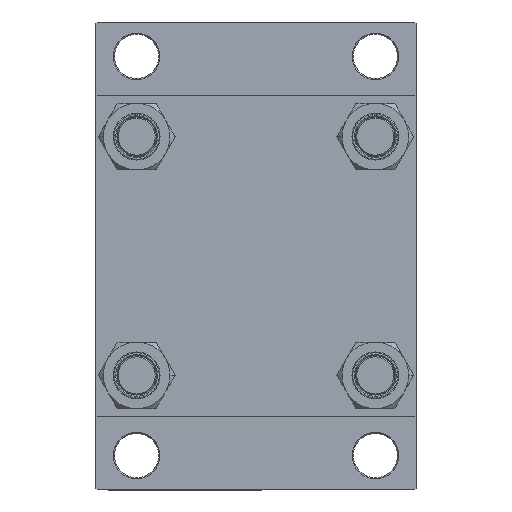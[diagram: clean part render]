
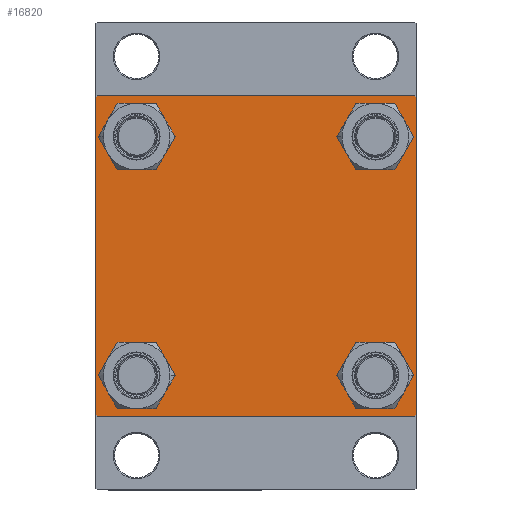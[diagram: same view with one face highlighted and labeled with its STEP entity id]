
A CAD part, left-side view. The second image highlights one B-rep face of the part: STEP entity #16820.
In plain terms, the highlighted planar face has unit normal (-1, 0, 0).
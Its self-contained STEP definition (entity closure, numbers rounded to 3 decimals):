
#66 = ORIENTED_EDGE ( 'NONE', *, *, #12205, .T. ) ;
#324 = EDGE_LOOP ( 'NONE', ( #11064, #66 ) ) ;
#2290 = ORIENTED_EDGE ( 'NONE', *, *, #18803, .T. ) ;
#2611 = CARTESIAN_POINT ( 'NONE',  ( 0., -65., -64.5 ) ) ;
#2697 = EDGE_CURVE ( 'NONE', #32559, #11437, #20369, .T. ) ;
#4080 = DIRECTION ( 'NONE',  ( 0., 0.707, -0.707 ) ) ;
#4227 = EDGE_CURVE ( 'NONE', #43516, #25126, #36606, .T. ) ;
#5302 = VERTEX_POINT ( 'NONE', #2611 ) ;
#5392 = VERTEX_POINT ( 'NONE', #33276 ) ;
#5777 = LINE ( 'NONE', #35235, #7407 ) ;
#6271 = VERTEX_POINT ( 'NONE', #39328 ) ;
#6437 = VERTEX_POINT ( 'NONE', #41726 ) ;
#6883 = DIRECTION ( 'NONE',  ( 0., 0., 1. ) ) ;
#6989 = AXIS2_PLACEMENT_3D ( 'NONE', #42626, #25213, #42851 ) ;
#7407 = VECTOR ( 'NONE', #16192, 1000. ) ;
#7700 = LINE ( 'NONE', #14224, #11821 ) ;
#8031 = CARTESIAN_POINT ( 'NONE',  ( 0., -48.45, -56.95 ) ) ;
#8162 = VERTEX_POINT ( 'NONE', #12662 ) ;
#8587 = ORIENTED_EDGE ( 'NONE', *, *, #14810, .T. ) ;
#9063 = VECTOR ( 'NONE', #14740, 1000. ) ;
#9600 = CARTESIAN_POINT ( 'NONE',  ( 0., 64.75, -64.75 ) ) ;
#10620 = DIRECTION ( 'NONE',  ( 0., 0., 1. ) ) ;
#11064 = ORIENTED_EDGE ( 'NONE', *, *, #29482, .T. ) ;
#11238 = VERTEX_POINT ( 'NONE', #47448 ) ;
#11437 = VERTEX_POINT ( 'NONE', #42592 ) ;
#11623 = CARTESIAN_POINT ( 'NONE',  ( 0., 48.45, -48.45 ) ) ;
#11639 = CARTESIAN_POINT ( 'NONE',  ( 0., -65., 64.5 ) ) ;
#11731 = FACE_BOUND ( 'NONE', #37772, .T. ) ;
#11821 = VECTOR ( 'NONE', #4080, 1000. ) ;
#12031 = EDGE_CURVE ( 'NONE', #43075, #5302, #5777, .T. ) ;
#12205 = EDGE_CURVE ( 'NONE', #8162, #5392, #30612, .T. ) ;
#12517 = LINE ( 'NONE', #31342, #25628 ) ;
#12662 = CARTESIAN_POINT ( 'NONE',  ( 0., 48.45, 39.95 ) ) ;
#13153 = CIRCLE ( 'NONE', #6989, 8.5 ) ;
#13701 = DIRECTION ( 'NONE',  ( 0., -0.707, -0.707 ) ) ;
#14178 = DIRECTION ( 'NONE',  ( 0., 0., 1. ) ) ;
#14224 = CARTESIAN_POINT ( 'NONE',  ( 0., 64.75, 64.75 ) ) ;
#14365 = CARTESIAN_POINT ( 'NONE',  ( 0., -48.45, -48.45 ) ) ;
#14438 = DIRECTION ( 'NONE',  ( 1., 0., 0. ) ) ;
#14448 = VERTEX_POINT ( 'NONE', #8031 ) ;
#14635 = DIRECTION ( 'NONE',  ( -1., 0., 0. ) ) ;
#14740 = DIRECTION ( 'NONE',  ( 0., 0., -1. ) ) ;
#14766 = ORIENTED_EDGE ( 'NONE', *, *, #28380, .F. ) ;
#14810 = EDGE_CURVE ( 'NONE', #6271, #6437, #36957, .T. ) ;
#15165 = DIRECTION ( 'NONE',  ( 1., 0., 0. ) ) ;
#16164 = AXIS2_PLACEMENT_3D ( 'NONE', #14365, #29351, #6883 ) ;
#16192 = DIRECTION ( 'NONE',  ( 0., 0., -1. ) ) ;
#16263 = ORIENTED_EDGE ( 'NONE', *, *, #47173, .T. ) ;
#16464 = ORIENTED_EDGE ( 'NONE', *, *, #12031, .F. ) ;
#16820 = ADVANCED_FACE ( 'NONE', ( #22828, #18255, #11731, #26463, #44336 ), #41197, .T. ) ;
#16837 = DIRECTION ( 'NONE',  ( 0., -0.707, 0.707 ) ) ;
#17048 = CIRCLE ( 'NONE', #20899, 8.5 ) ;
#17079 = CARTESIAN_POINT ( 'NONE',  ( 0., 48.45, -56.95 ) ) ;
#18255 = FACE_BOUND ( 'NONE', #26767, .T. ) ;
#18593 = CARTESIAN_POINT ( 'NONE',  ( 0., -48.45, -39.95 ) ) ;
#18803 = EDGE_CURVE ( 'NONE', #35951, #14448, #44668, .T. ) ;
#19350 = DIRECTION ( 'NONE',  ( 0., 0., 1. ) ) ;
#20369 = CIRCLE ( 'NONE', #36578, 8.5 ) ;
#20899 = AXIS2_PLACEMENT_3D ( 'NONE', #36160, #46777, #14178 ) ;
#21066 = ORIENTED_EDGE ( 'NONE', *, *, #2697, .T. ) ;
#21205 = CARTESIAN_POINT ( 'NONE',  ( 0., 48.45, -48.45 ) ) ;
#21994 = VERTEX_POINT ( 'NONE', #29148 ) ;
#22232 = EDGE_CURVE ( 'NONE', #25126, #43516, #13153, .T. ) ;
#22828 = FACE_BOUND ( 'NONE', #46280, .T. ) ;
#22921 = EDGE_CURVE ( 'NONE', #14448, #35951, #17048, .T. ) ;
#23353 = ORIENTED_EDGE ( 'NONE', *, *, #43800, .T. ) ;
#24785 = ORIENTED_EDGE ( 'NONE', *, *, #39929, .T. ) ;
#24900 = AXIS2_PLACEMENT_3D ( 'NONE', #11623, #29743, #19350 ) ;
#25126 = VERTEX_POINT ( 'NONE', #32388 ) ;
#25213 = DIRECTION ( 'NONE',  ( 1., 0., 0. ) ) ;
#25628 = VECTOR ( 'NONE', #16837, 1000. ) ;
#25826 = CARTESIAN_POINT ( 'NONE',  ( 0., 48.45, 48.45 ) ) ;
#25940 = ORIENTED_EDGE ( 'NONE', *, *, #33297, .T. ) ;
#26355 = CARTESIAN_POINT ( 'NONE',  ( 0., 65., -65. ) ) ;
#26463 = FACE_BOUND ( 'NONE', #324, .T. ) ;
#26767 = EDGE_LOOP ( 'NONE', ( #2290, #36318 ) ) ;
#27494 = LINE ( 'NONE', #9600, #31605 ) ;
#28347 = DIRECTION ( 'NONE',  ( 1., 0., 0. ) ) ;
#28356 = VERTEX_POINT ( 'NONE', #47593 ) ;
#28380 = EDGE_CURVE ( 'NONE', #28356, #11238, #43277, .T. ) ;
#28485 = EDGE_CURVE ( 'NONE', #34650, #21994, #38185, .T. ) ;
#28633 = VECTOR ( 'NONE', #42345, 1000. ) ;
#28789 = CARTESIAN_POINT ( 'NONE',  ( 0., 65., 65. ) ) ;
#28830 = CARTESIAN_POINT ( 'NONE',  ( 0., -48.45, 48.45 ) ) ;
#29148 = CARTESIAN_POINT ( 'NONE',  ( 0., -64.5, -65. ) ) ;
#29351 = DIRECTION ( 'NONE',  ( 1., 0., 0. ) ) ;
#29482 = EDGE_CURVE ( 'NONE', #5392, #8162, #35326, .T. ) ;
#29508 = ORIENTED_EDGE ( 'NONE', *, *, #4227, .T. ) ;
#29509 = DIRECTION ( 'NONE',  ( 0., -1., 0. ) ) ;
#29743 = DIRECTION ( 'NONE',  ( 1., 0., 0. ) ) ;
#29851 = CARTESIAN_POINT ( 'NONE',  ( 0., 0., 0. ) ) ;
#30451 = AXIS2_PLACEMENT_3D ( 'NONE', #28830, #28347, #43071 ) ;
#30542 = CARTESIAN_POINT ( 'NONE',  ( 0., -64.75, 64.75 ) ) ;
#30612 = CIRCLE ( 'NONE', #44460, 8.5 ) ;
#30720 = AXIS2_PLACEMENT_3D ( 'NONE', #25826, #40558, #10620 ) ;
#31342 = CARTESIAN_POINT ( 'NONE',  ( 0., -64.75, -64.75 ) ) ;
#31435 = ORIENTED_EDGE ( 'NONE', *, *, #28485, .T. ) ;
#31605 = VECTOR ( 'NONE', #13701, 1000. ) ;
#32217 = EDGE_LOOP ( 'NONE', ( #8587, #25940, #31435, #35349, #16464, #24785, #14766, #23353 ) ) ;
#32388 = CARTESIAN_POINT ( 'NONE',  ( 0., -48.45, 56.95 ) ) ;
#32559 = VERTEX_POINT ( 'NONE', #17079 ) ;
#32904 = CARTESIAN_POINT ( 'NONE',  ( 0., 64.5, -65. ) ) ;
#33276 = CARTESIAN_POINT ( 'NONE',  ( 0., 48.45, 56.95 ) ) ;
#33297 = EDGE_CURVE ( 'NONE', #6437, #34650, #27494, .T. ) ;
#33952 = DIRECTION ( 'NONE',  ( 0., 0., 1. ) ) ;
#34322 = DIRECTION ( 'NONE',  ( 0., -1., 0. ) ) ;
#34553 = VECTOR ( 'NONE', #34322, 1000. ) ;
#34650 = VERTEX_POINT ( 'NONE', #32904 ) ;
#35235 = CARTESIAN_POINT ( 'NONE',  ( 0., -65., 65. ) ) ;
#35326 = CIRCLE ( 'NONE', #30720, 8.5 ) ;
#35349 = ORIENTED_EDGE ( 'NONE', *, *, #43259, .T. ) ;
#35951 = VERTEX_POINT ( 'NONE', #18593 ) ;
#36160 = CARTESIAN_POINT ( 'NONE',  ( 0., -48.45, -48.45 ) ) ;
#36318 = ORIENTED_EDGE ( 'NONE', *, *, #22921, .T. ) ;
#36578 = AXIS2_PLACEMENT_3D ( 'NONE', #21205, #14438, #46799 ) ;
#36606 = CIRCLE ( 'NONE', #30451, 8.5 ) ;
#36852 = VECTOR ( 'NONE', #29509, 1000. ) ;
#36957 = LINE ( 'NONE', #47566, #9063 ) ;
#37387 = DIRECTION ( 'NONE',  ( 0., 0., 1. ) ) ;
#37772 = EDGE_LOOP ( 'NONE', ( #16263, #21066 ) ) ;
#37992 = CARTESIAN_POINT ( 'NONE',  ( 0., -48.45, 39.95 ) ) ;
#38185 = LINE ( 'NONE', #26355, #34553 ) ;
#39328 = CARTESIAN_POINT ( 'NONE',  ( 0., 65., 64.5 ) ) ;
#39929 = EDGE_CURVE ( 'NONE', #43075, #11238, #45258, .T. ) ;
#40558 = DIRECTION ( 'NONE',  ( 1., 0., 0. ) ) ;
#41197 = PLANE ( 'NONE',  #46887 ) ;
#41726 = CARTESIAN_POINT ( 'NONE',  ( 0., 65., -64.5 ) ) ;
#41884 = CIRCLE ( 'NONE', #24900, 8.5 ) ;
#42345 = DIRECTION ( 'NONE',  ( 0., 0.707, 0.707 ) ) ;
#42565 = ORIENTED_EDGE ( 'NONE', *, *, #22232, .T. ) ;
#42592 = CARTESIAN_POINT ( 'NONE',  ( 0., 48.45, -39.95 ) ) ;
#42626 = CARTESIAN_POINT ( 'NONE',  ( 0., -48.45, 48.45 ) ) ;
#42851 = DIRECTION ( 'NONE',  ( 0., 0., 1. ) ) ;
#43071 = DIRECTION ( 'NONE',  ( 0., 0., 1. ) ) ;
#43075 = VERTEX_POINT ( 'NONE', #11639 ) ;
#43259 = EDGE_CURVE ( 'NONE', #21994, #5302, #12517, .T. ) ;
#43277 = LINE ( 'NONE', #28789, #36852 ) ;
#43516 = VERTEX_POINT ( 'NONE', #37992 ) ;
#43800 = EDGE_CURVE ( 'NONE', #28356, #6271, #7700, .T. ) ;
#44336 = FACE_OUTER_BOUND ( 'NONE', #32217, .T. ) ;
#44460 = AXIS2_PLACEMENT_3D ( 'NONE', #44632, #15165, #37387 ) ;
#44632 = CARTESIAN_POINT ( 'NONE',  ( 0., 48.45, 48.45 ) ) ;
#44668 = CIRCLE ( 'NONE', #16164, 8.5 ) ;
#45258 = LINE ( 'NONE', #30542, #28633 ) ;
#46280 = EDGE_LOOP ( 'NONE', ( #42565, #29508 ) ) ;
#46777 = DIRECTION ( 'NONE',  ( 1., 0., 0. ) ) ;
#46799 = DIRECTION ( 'NONE',  ( 0., 0., 1. ) ) ;
#46887 = AXIS2_PLACEMENT_3D ( 'NONE', #29851, #14635, #33952 ) ;
#47173 = EDGE_CURVE ( 'NONE', #11437, #32559, #41884, .T. ) ;
#47448 = CARTESIAN_POINT ( 'NONE',  ( 0., -64.5, 65. ) ) ;
#47566 = CARTESIAN_POINT ( 'NONE',  ( 0., 65., 65. ) ) ;
#47593 = CARTESIAN_POINT ( 'NONE',  ( 0., 64.5, 65. ) ) ;
